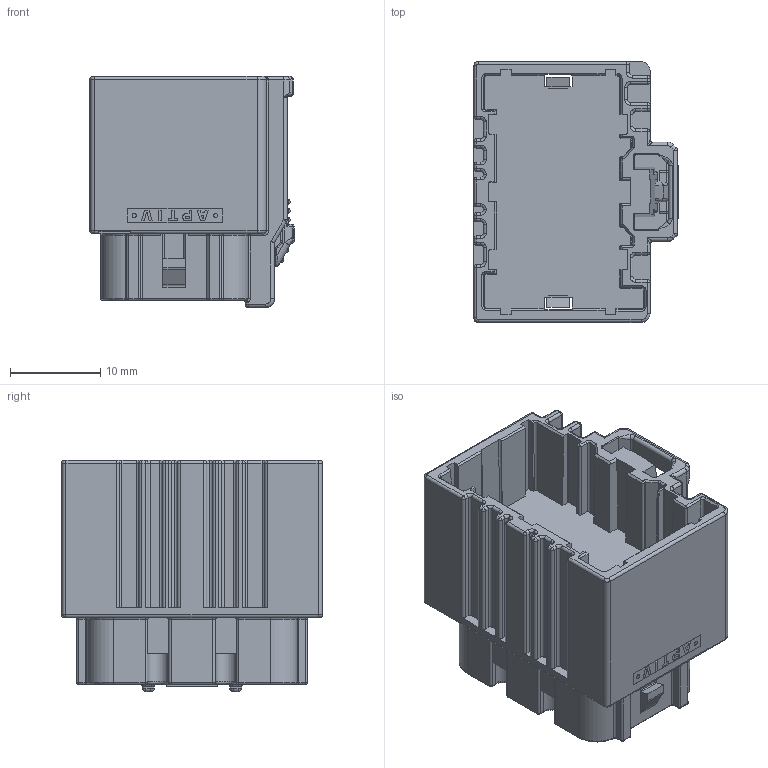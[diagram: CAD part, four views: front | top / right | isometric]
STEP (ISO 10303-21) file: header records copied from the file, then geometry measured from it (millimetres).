
FILE_DESCRIPTION(/* description */ (''),/* implementation_level */ '2;1');
FILE_NAME(/* name */ '35143301-CODE A.stp',/* time_stamp */ '2023-07-20T12:58:57+08:00',/* author */ (''),/* organization */ (''),/* preprocessor_version */ 'ST-DEVELOPER v16',/* originating_system */ 'SIEMENS PLM Software NX 11.0',/* authorisation */ '');
FILE_SCHEMA (('AUTOMOTIVE_DESIGN { 1 0 10303 214 3 1 1 1 }'));
Products named in the file (1): 35143301-CODE A_step 19
Bounding box: 22.6 x 28.9 x 25.6 mm (x, y, z)
Volume: 8123.7 mm3; surface area: 6000 mm2
Topology: 1 solids, 5 shells, 2155 faces, 5588 edges, 3461 vertices
Faces by surface type: plane 1043, cylinder 655, bspline 131, extrusion 128, torus 115, sphere 72, cone 11
Full cylindrical faces by diameter (mm): 1.75 x1, 3 x1
Entity records: 70796 total; most frequent: CARTESIAN_POINT 19463, ORIENTED_EDGE 11022, DIRECTION 10178, EDGE_CURVE 5511, VERTEX_POINT 3459, VECTOR 3414, AXIS2_PLACEMENT_3D 3382, LINE 3286
